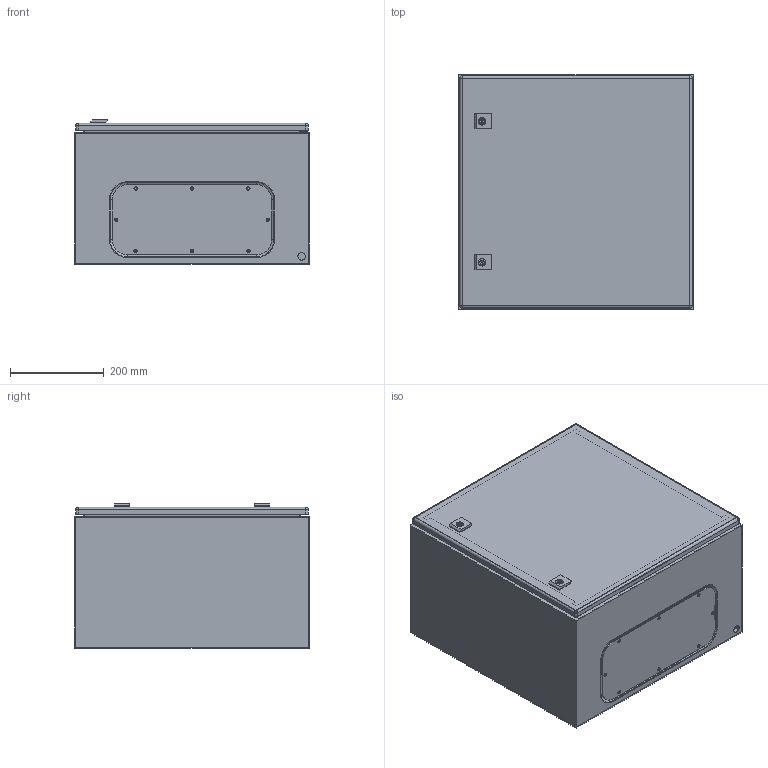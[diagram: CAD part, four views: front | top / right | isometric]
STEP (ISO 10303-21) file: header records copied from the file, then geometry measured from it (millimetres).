
FILE_DESCRIPTION(('HOOPS Exchange Step'),'2;1');
FILE_NAME('export-934F46E3-C09E-4C91-A983-DB04C0D7DF72.stp','2020-11-26T19:47:50+01:00',('Engineering'),('Alibre'),'HOOPS Exchange 2020.1','Alibre','Unknown authorisation');
FILE_SCHEMA( ('AP242_MANAGED_MODEL_BASED_3D_ENGINEERING_MIM_LF {1 0 10303 442 1 1 4 }') );
Length unit declared in the file: millimetre
Products named in the file (8): 3599-1  Rittal Housing AE1350.500 (500x500x300mm) ; 3599-5  Rittal Housing AE1350.500 (500x500x300mm) ; 3599-2  Rittal Housing AE1350.500 (500x500x300mm) ; 3599-4  Rittal Housing AE1350.500 (500x500x300mm) ; 3599-6  Rittal Housing AE1350.500 (500x500x300mm) ; 3599-7  Rittal Housing AE1350.500 (500x500x300mm) ; 3599-3  Rittal Housing AE1350.500 (500x500x300mm) ; 3599  Rittal Housing AE1350.500 (500x500x300mm) 
Assembly tree (10 placements, depth 2):
  3599  Rittal Housing AE1350.500 (500x500x300mm) 
    3599-1  Rittal Housing AE1350.500 (500x500x300mm) 
    3599-5  Rittal Housing AE1350.500 (500x500x300mm)   x2
    3599-2  Rittal Housing AE1350.500 (500x500x300mm) 
    3599-4  Rittal Housing AE1350.500 (500x500x300mm)   x2
    3599-6  Rittal Housing AE1350.500 (500x500x300mm)   x2
    3599-7  Rittal Housing AE1350.500 (500x500x300mm) 
    3599-3  Rittal Housing AE1350.500 (500x500x300mm) 
Bounding box: 500 x 500 x 307 mm (x, y, z)
Volume: 2526539.3 mm3; surface area: 2836874.1 mm2
Topology: 8 solids, 90 shells, 1176 faces, 3270 edges, 2216 vertices
Faces by surface type: plane 576, cylinder 478, cone 66, torus 48, sphere 8
Entity records: 29183 total; most frequent: DIRECTION 5250, CARTESIAN_POINT 5049, ORIENTED_EDGE 4661, EDGE_CURVE 2424, AXIS2_PLACEMENT_3D 1919, VERTEX_POINT 1618, VECTOR 1412, LINE 1412
